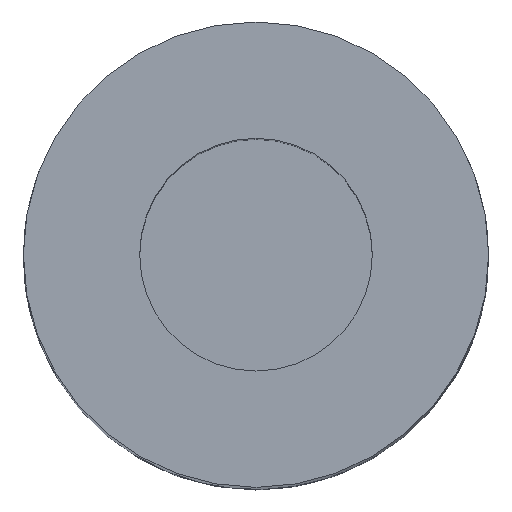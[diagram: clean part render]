
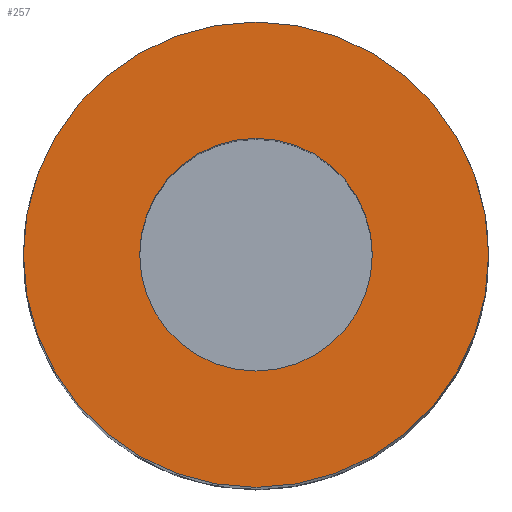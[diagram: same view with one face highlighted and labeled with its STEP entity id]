
A CAD part, top view. The second image highlights one B-rep face of the part: STEP entity #257.
In plain terms, the highlighted planar face has unit normal (0, 0, 1).
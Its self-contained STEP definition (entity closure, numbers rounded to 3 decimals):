
#19 = ORIENTED_EDGE ( 'NONE', *, *, #361, .F. ) ;
#48 = PLANE ( 'NONE',  #65 ) ;
#55 = DIRECTION ( 'NONE',  ( 0., 0., 1. ) ) ;
#63 = DIRECTION ( 'NONE',  ( 0., 0., 1. ) ) ;
#65 = AXIS2_PLACEMENT_3D ( 'NONE', #574, #344, #445 ) ;
#94 = CARTESIAN_POINT ( 'NONE',  ( 0., 0., 65. ) ) ;
#98 = CIRCLE ( 'NONE', #573, 10. ) ;
#112 = EDGE_CURVE ( 'NONE', #341, #424, #449, .T. ) ;
#200 = DIRECTION ( 'NONE',  ( 1., 0., 0. ) ) ;
#201 = AXIS2_PLACEMENT_3D ( 'NONE', #94, #285, #484 ) ;
#217 = FACE_OUTER_BOUND ( 'NONE', #482, .T. ) ;
#257 = ADVANCED_FACE ( 'NONE', ( #432, #217 ), #48, .T. ) ;
#258 = VERTEX_POINT ( 'NONE', #439 ) ;
#274 = CIRCLE ( 'NONE', #201, 10. ) ;
#275 = EDGE_CURVE ( 'NONE', #528, #258, #98, .T. ) ;
#285 = DIRECTION ( 'NONE',  ( 0., 0., 1. ) ) ;
#289 = AXIS2_PLACEMENT_3D ( 'NONE', #297, #63, #500 ) ;
#297 = CARTESIAN_POINT ( 'NONE',  ( 0., 0., 65. ) ) ;
#328 = EDGE_LOOP ( 'NONE', ( #472, #19 ) ) ;
#331 = DIRECTION ( 'NONE',  ( 1., 0., 0. ) ) ;
#341 = VERTEX_POINT ( 'NONE', #374 ) ;
#344 = DIRECTION ( 'NONE',  ( 0., 0., 1. ) ) ;
#361 = EDGE_CURVE ( 'NONE', #424, #341, #592, .T. ) ;
#374 = CARTESIAN_POINT ( 'NONE',  ( 5., 0., 65. ) ) ;
#398 = EDGE_CURVE ( 'NONE', #258, #528, #274, .T. ) ;
#417 = CARTESIAN_POINT ( 'NONE',  ( 0., 0., 65. ) ) ;
#424 = VERTEX_POINT ( 'NONE', #471 ) ;
#432 = FACE_BOUND ( 'NONE', #328, .T. ) ;
#436 = CARTESIAN_POINT ( 'NONE',  ( -10., 0., 65. ) ) ;
#439 = CARTESIAN_POINT ( 'NONE',  ( 10., 0., 65. ) ) ;
#445 = DIRECTION ( 'NONE',  ( 1., 0., 0. ) ) ;
#449 = CIRCLE ( 'NONE', #289, 5. ) ;
#471 = CARTESIAN_POINT ( 'NONE',  ( -5., 0., 65. ) ) ;
#472 = ORIENTED_EDGE ( 'NONE', *, *, #112, .F. ) ;
#482 = EDGE_LOOP ( 'NONE', ( #617, #497 ) ) ;
#484 = DIRECTION ( 'NONE',  ( 1., 0., 0. ) ) ;
#496 = AXIS2_PLACEMENT_3D ( 'NONE', #417, #565, #200 ) ;
#497 = ORIENTED_EDGE ( 'NONE', *, *, #398, .T. ) ;
#500 = DIRECTION ( 'NONE',  ( 1., 0., 0. ) ) ;
#528 = VERTEX_POINT ( 'NONE', #436 ) ;
#565 = DIRECTION ( 'NONE',  ( 0., 0., 1. ) ) ;
#573 = AXIS2_PLACEMENT_3D ( 'NONE', #639, #55, #331 ) ;
#574 = CARTESIAN_POINT ( 'NONE',  ( 0., 0., 65. ) ) ;
#592 = CIRCLE ( 'NONE', #496, 5. ) ;
#617 = ORIENTED_EDGE ( 'NONE', *, *, #275, .T. ) ;
#639 = CARTESIAN_POINT ( 'NONE',  ( 0., 0., 65. ) ) ;
